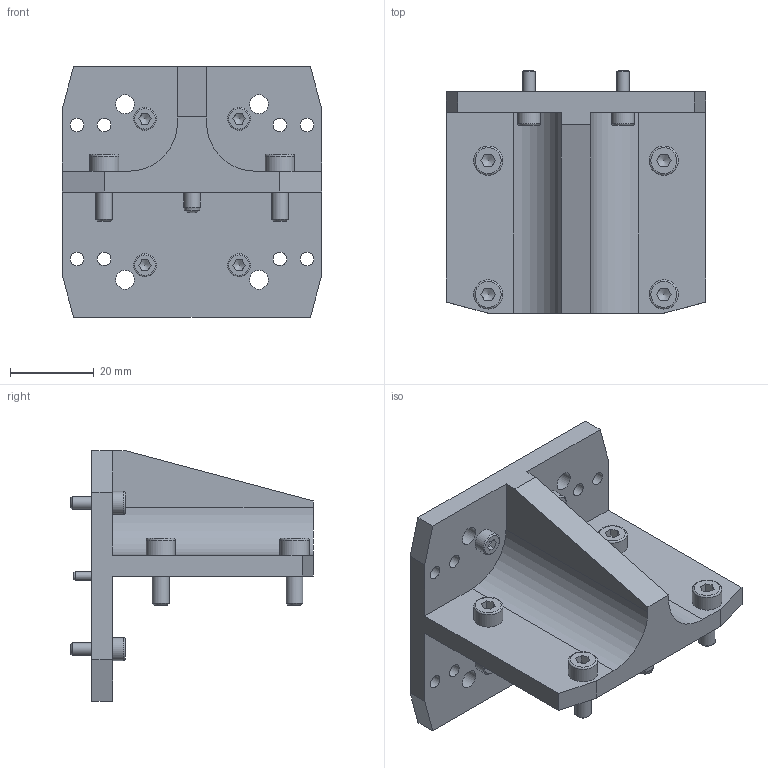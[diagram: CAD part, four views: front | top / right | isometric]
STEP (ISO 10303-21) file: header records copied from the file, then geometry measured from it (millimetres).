
FILE_DESCRIPTION(/* description */ (''),/* implementation_level */ '2;1');
FILE_NAME(/* name */ 'CAD_111007.stp',/* time_stamp */ '2021-03-17T15:53:05+01:00',/* author */ ('rfeldin'),/* organization */ (''),/* preprocessor_version */ 'ST-DEVELOPER v18',/* originating_system */ 'Autodesk Inventor 2020',/* authorisation */ '');
FILE_SCHEMA (('CONFIG_CONTROL_DESIGN'));
Length unit declared in the file: millimetre
Products named in the file (1): CAD_111007
Bounding box: 62 x 58 x 60 mm (x, y, z)
Volume: 42785.9 mm3; surface area: 19135.3 mm2
Topology: 1 solids, 5 shells, 203 faces, 571 edges, 410 vertices
Faces by surface type: plane 103, cylinder 50, cone 28, torus 16, sphere 6
Full cylindrical faces by diameter (mm): 2 x4, 3 x4, 3.242 x8, 3.5 x4, 4 x10, 4.5 x8, 5 x2, 5.5 x4, 7 x4
Entity records: 7020 total; most frequent: CARTESIAN_POINT 1289, DIRECTION 1191, ORIENTED_EDGE 1126, EDGE_CURVE 563, AXIS2_PLACEMENT_3D 480, VERTEX_POINT 410, CIRCLE 276, EDGE_LOOP 267
